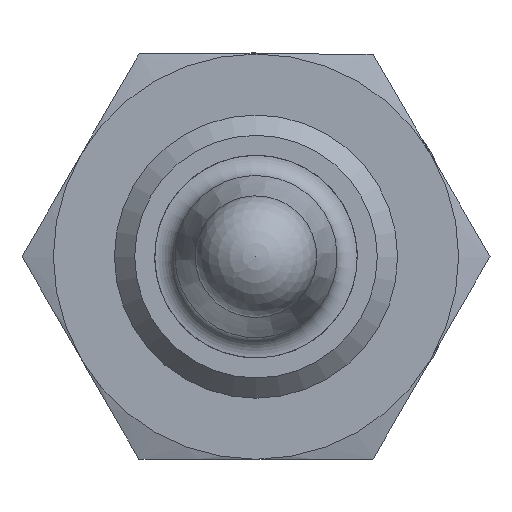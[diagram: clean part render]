
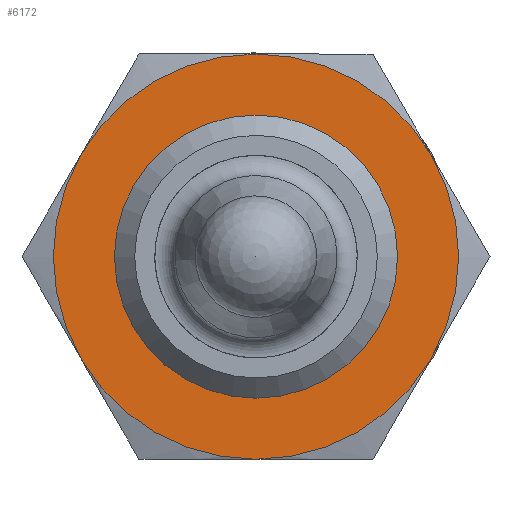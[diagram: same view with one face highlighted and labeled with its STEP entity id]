
A CAD part, left-side view. The second image highlights one B-rep face of the part: STEP entity #6172.
In plain terms, the highlighted planar face has unit normal (-1, 0, 0).
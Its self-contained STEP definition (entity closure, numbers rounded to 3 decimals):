
#835=PLANE('',#6660);
#1145=ORIENTED_EDGE('',*,*,#2370,.T.);
#1146=ORIENTED_EDGE('',*,*,#2341,.F.);
#1147=ORIENTED_EDGE('',*,*,#2347,.F.);
#1148=ORIENTED_EDGE('',*,*,#2343,.F.);
#1149=ORIENTED_EDGE('',*,*,#2337,.F.);
#1150=ORIENTED_EDGE('',*,*,#2334,.F.);
#1151=ORIENTED_EDGE('',*,*,#2332,.F.);
#2332=EDGE_CURVE('',#2952,#2951,#3430,.T.);
#2334=EDGE_CURVE('',#2951,#2954,#3431,.T.);
#2337=EDGE_CURVE('',#2954,#2956,#3432,.T.);
#2341=EDGE_CURVE('',#2958,#2952,#3433,.T.);
#2343=EDGE_CURVE('',#2956,#2960,#3434,.T.);
#2347=EDGE_CURVE('',#2960,#2958,#3435,.T.);
#2370=EDGE_CURVE('',#2978,#2978,#3446,.T.);
#2951=VERTEX_POINT('',#9028);
#2952=VERTEX_POINT('',#9033);
#2954=VERTEX_POINT('',#9042);
#2956=VERTEX_POINT('',#9054);
#2958=VERTEX_POINT('',#9069);
#2960=VERTEX_POINT('',#9078);
#2978=VERTEX_POINT('',#9178);
#3430=CIRCLE('',#6631,15.);
#3431=CIRCLE('',#6633,15.);
#3432=CIRCLE('',#6635,15.);
#3433=CIRCLE('',#6637,15.);
#3434=CIRCLE('',#6639,15.);
#3435=CIRCLE('',#6641,15.);
#3446=CIRCLE('',#6661,10.);
#3756=EDGE_LOOP('',(#1145));
#3757=EDGE_LOOP('',(#1146,#1147,#1148,#1149,#1150,#1151));
#4353=FACE_BOUND('',#3756,.T.);
#4354=FACE_BOUND('',#3757,.T.);
#6172=ADVANCED_FACE('',(#4353,#4354),#835,.F.);
#6631=AXIS2_PLACEMENT_3D('',#9034,#7360,#7361);
#6633=AXIS2_PLACEMENT_3D('',#9041,#7364,#7365);
#6635=AXIS2_PLACEMENT_3D('',#9053,#7368,#7369);
#6637=AXIS2_PLACEMENT_3D('',#9070,#7372,#7373);
#6639=AXIS2_PLACEMENT_3D('',#9077,#7376,#7377);
#6641=AXIS2_PLACEMENT_3D('',#9093,#7380,#7381);
#6660=AXIS2_PLACEMENT_3D('',#9176,#7418,#7419);
#6661=AXIS2_PLACEMENT_3D('',#9177,#7420,#7421);
#7360=DIRECTION('',(1.,0.,0.));
#7361=DIRECTION('',(0.,0.,-1.));
#7364=DIRECTION('',(1.,0.,0.));
#7365=DIRECTION('',(0.,0.,-1.));
#7368=DIRECTION('',(1.,0.,0.));
#7369=DIRECTION('',(0.,0.,-1.));
#7372=DIRECTION('',(1.,0.,0.));
#7373=DIRECTION('',(0.,0.,-1.));
#7376=DIRECTION('',(1.,0.,0.));
#7377=DIRECTION('',(0.,0.,-1.));
#7380=DIRECTION('',(1.,0.,0.));
#7381=DIRECTION('',(0.,0.,-1.));
#7418=DIRECTION('',(1.,0.,0.));
#7419=DIRECTION('',(0.,0.,-1.));
#7420=DIRECTION('',(1.,0.,0.));
#7421=DIRECTION('',(0.,0.,-1.));
#9028=CARTESIAN_POINT('',(13.,12.99,7.5));
#9033=CARTESIAN_POINT('',(13.,12.99,-7.5));
#9034=CARTESIAN_POINT('',(13.,0.,0.));
#9041=CARTESIAN_POINT('',(13.,0.,0.));
#9042=CARTESIAN_POINT('',(13.,0.,15.));
#9053=CARTESIAN_POINT('',(13.,0.,0.));
#9054=CARTESIAN_POINT('',(13.,-12.99,7.5));
#9069=CARTESIAN_POINT('',(13.,0.,-15.));
#9070=CARTESIAN_POINT('',(13.,0.,0.));
#9077=CARTESIAN_POINT('',(13.,0.,0.));
#9078=CARTESIAN_POINT('',(13.,-12.99,-7.5));
#9093=CARTESIAN_POINT('',(13.,0.,0.));
#9176=CARTESIAN_POINT('',(13.,0.,9.));
#9177=CARTESIAN_POINT('',(13.,0.,0.));
#9178=CARTESIAN_POINT('',(13.,0.,-10.));
